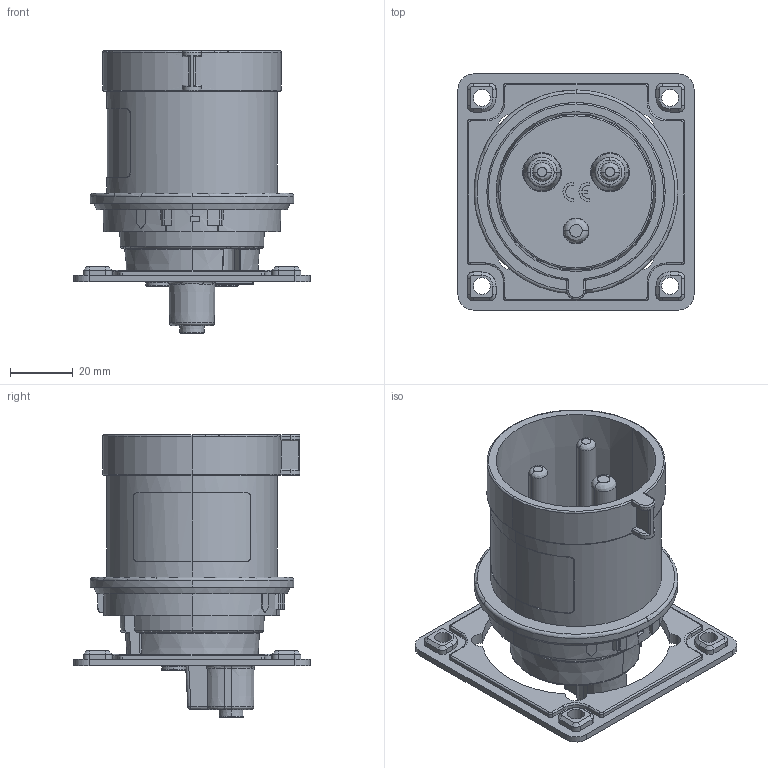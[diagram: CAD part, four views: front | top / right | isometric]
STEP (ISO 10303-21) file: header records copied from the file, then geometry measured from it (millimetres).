
FILE_DESCRIPTION (( 'STEP AP214' ), '1' );
FILE_NAME ('CATSTD-0S232-0B6-M01.STEP', '2019-08-13T19:13:29', ( '' ), ( '' ), 'SwSTEP 2.0', 'SolidWorks 2017', '' );
FILE_SCHEMA (( 'AUTOMOTIVE_DESIGN' ));
Length unit declared in the file: millimetre
Products named in the file (1): CATSTD-0S232-0B6-M01
Bounding box: 75.3 x 75.3 x 90.2 mm (x, y, z)
Volume: 62804.5 mm3; surface area: 62333.7 mm2
Topology: 11 solids, 11 shells, 2153 faces, 5503 edges, 3414 vertices
Faces by surface type: cylinder 645, plane 585, bspline 446, torus 231, cone 197, sphere 49
Entity records: 92667 total; most frequent: CARTESIAN_POINT 46171, ORIENTED_EDGE 10958, DIRECTION 7840, EDGE_CURVE 5479, VERTEX_POINT 3410, AXIS2_PLACEMENT_3D 3040, EDGE_LOOP 2259, B_SPLINE_CURVE_WITH_KNOTS 2189
